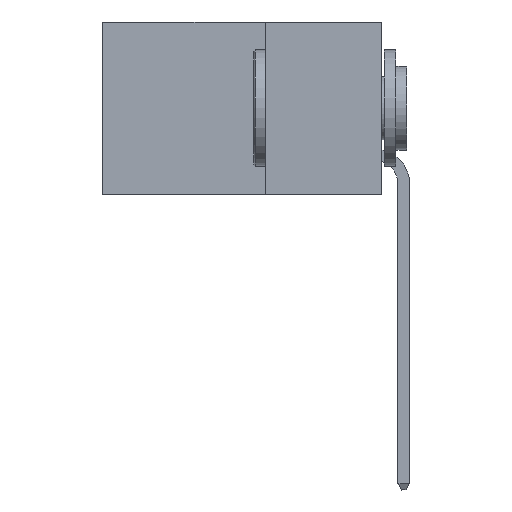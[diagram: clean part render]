
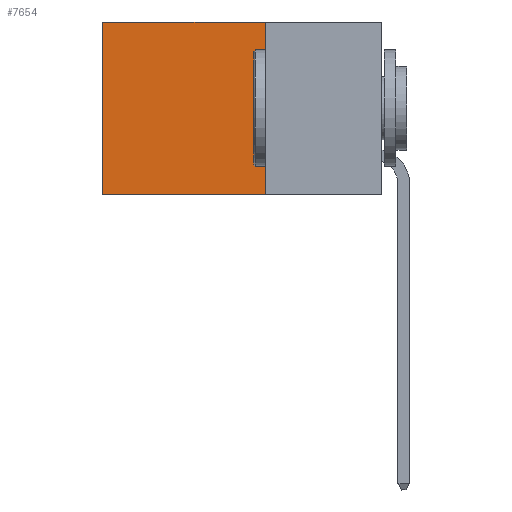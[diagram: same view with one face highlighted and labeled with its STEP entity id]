
A CAD part, left-side view. The second image highlights one B-rep face of the part: STEP entity #7654.
In plain terms, the highlighted planar face has unit normal (-1, 0, 0).
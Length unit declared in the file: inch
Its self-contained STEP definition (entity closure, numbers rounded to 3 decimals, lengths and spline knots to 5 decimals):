
#551 = ORIENTED_EDGE ( 'NONE', *, *, #9029, .F. ) ;
#612 = CARTESIAN_POINT ( 'NONE',  ( 0.2875, 0.6, 0. ) ) ;
#807 = CARTESIAN_POINT ( 'NONE',  ( 0.2875, 0.25, 0. ) ) ;
#1042 = FACE_OUTER_BOUND ( 'NONE', #8892, .T. ) ;
#1409 = VECTOR ( 'NONE', #10420, 39.37008 ) ;
#1894 = VERTEX_POINT ( 'NONE', #612 ) ;
#2521 = AXIS2_PLACEMENT_3D ( 'NONE', #6467, #8636, #3797 ) ;
#3094 = DIRECTION ( 'NONE',  ( 0., 0., -1. ) ) ;
#3381 = ORIENTED_EDGE ( 'NONE', *, *, #10540, .T. ) ;
#3549 = LINE ( 'NONE', #4662, #1409 ) ;
#3797 = DIRECTION ( 'NONE',  ( 0., 0., -1. ) ) ;
#4070 = VECTOR ( 'NONE', #11689, 39.37008 ) ;
#4557 = PLANE ( 'NONE',  #2521 ) ;
#4662 = CARTESIAN_POINT ( 'NONE',  ( 0.2875, 0.25, 0. ) ) ;
#5279 = CARTESIAN_POINT ( 'NONE',  ( 0.2875, 0.25, 0. ) ) ;
#5408 = VECTOR ( 'NONE', #6835, 39.37008 ) ;
#5712 = VERTEX_POINT ( 'NONE', #8468 ) ;
#6077 = ORIENTED_EDGE ( 'NONE', *, *, #8351, .F. ) ;
#6424 = LINE ( 'NONE', #5279, #12378 ) ;
#6467 = CARTESIAN_POINT ( 'NONE',  ( 0.2875, 0.25, 0. ) ) ;
#6835 = DIRECTION ( 'NONE',  ( 0., 1., 0. ) ) ;
#6952 = ORIENTED_EDGE ( 'NONE', *, *, #7783, .T. ) ;
#7654 = ADVANCED_FACE ( 'NONE', ( #1042 ), #4557, .F. ) ;
#7783 = EDGE_CURVE ( 'NONE', #1894, #9639, #9249, .T. ) ;
#8351 = EDGE_CURVE ( 'NONE', #5712, #9639, #11330, .T. ) ;
#8468 = CARTESIAN_POINT ( 'NONE',  ( 0.2875, 0.25, -0.37 ) ) ;
#8636 = DIRECTION ( 'NONE',  ( 1., 0., 0. ) ) ;
#8845 = CARTESIAN_POINT ( 'NONE',  ( 0.2875, 0.6, 0. ) ) ;
#8892 = EDGE_LOOP ( 'NONE', ( #6952, #6077, #551, #3381 ) ) ;
#9029 = EDGE_CURVE ( 'NONE', #10646, #5712, #6424, .T. ) ;
#9249 = LINE ( 'NONE', #8845, #4070 ) ;
#9328 = CARTESIAN_POINT ( 'NONE',  ( 0.2875, 0.6, -0.37 ) ) ;
#9639 = VERTEX_POINT ( 'NONE', #9328 ) ;
#10420 = DIRECTION ( 'NONE',  ( 0., 1., 0. ) ) ;
#10540 = EDGE_CURVE ( 'NONE', #10646, #1894, #3549, .T. ) ;
#10646 = VERTEX_POINT ( 'NONE', #807 ) ;
#11330 = LINE ( 'NONE', #12442, #5408 ) ;
#11689 = DIRECTION ( 'NONE',  ( 0., 0., -1. ) ) ;
#12378 = VECTOR ( 'NONE', #3094, 39.37008 ) ;
#12442 = CARTESIAN_POINT ( 'NONE',  ( 0.2875, 0.25, -0.37 ) ) ;
